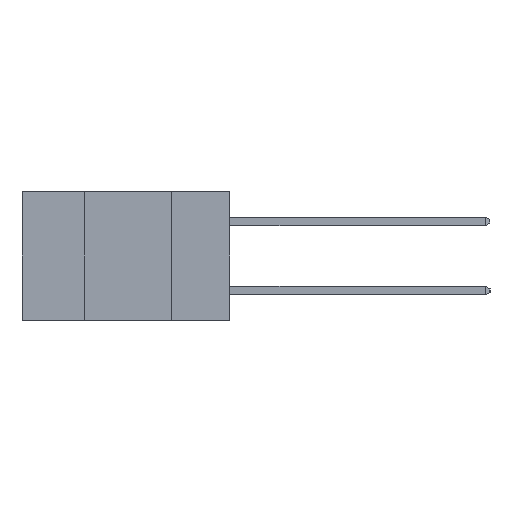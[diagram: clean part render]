
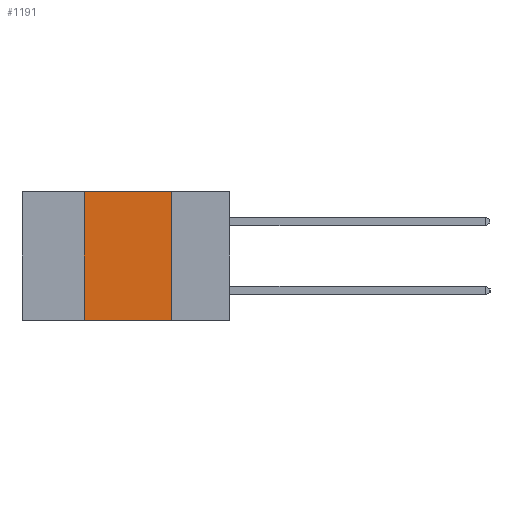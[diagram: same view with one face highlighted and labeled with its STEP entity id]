
A CAD part, left-side view. The second image highlights one B-rep face of the part: STEP entity #1191.
In plain terms, the highlighted planar face has unit normal (-1, 0, 0).
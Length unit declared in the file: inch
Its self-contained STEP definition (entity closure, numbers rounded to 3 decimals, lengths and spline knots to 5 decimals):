
#18 = CARTESIAN_POINT ( 'NONE',  ( 0., 0.42, -0.37 ) ) ;
#1191 = ADVANCED_FACE ( 'NONE', ( #5079 ), #13179, .F. ) ;
#2539 = ORIENTED_EDGE ( 'NONE', *, *, #4389, .F. ) ;
#2927 = CARTESIAN_POINT ( 'NONE',  ( 0., 0.42, -0.37 ) ) ;
#3194 = DIRECTION ( 'NONE',  ( 0., 0., 1. ) ) ;
#4362 = VECTOR ( 'NONE', #17452, 39.37008 ) ;
#4389 = EDGE_CURVE ( 'NONE', #5542, #15639, #9639, .T. ) ;
#4391 = DIRECTION ( 'NONE',  ( 0., 0., -1. ) ) ;
#4699 = VERTEX_POINT ( 'NONE', #14049 ) ;
#4946 = CARTESIAN_POINT ( 'NONE',  ( 0., 0.42, 0. ) ) ;
#5079 = FACE_OUTER_BOUND ( 'NONE', #20015, .T. ) ;
#5542 = VERTEX_POINT ( 'NONE', #4946 ) ;
#5751 = EDGE_CURVE ( 'NONE', #6885, #5542, #16019, .T. ) ;
#6885 = VERTEX_POINT ( 'NONE', #18 ) ;
#7646 = VECTOR ( 'NONE', #8207, 39.37008 ) ;
#8207 = DIRECTION ( 'NONE',  ( 0., -1., 0. ) ) ;
#8216 = CARTESIAN_POINT ( 'NONE',  ( 0., 0.17, -0.37 ) ) ;
#8770 = LINE ( 'NONE', #8216, #23730 ) ;
#9639 = LINE ( 'NONE', #17768, #4362 ) ;
#9708 = EDGE_CURVE ( 'NONE', #6885, #4699, #18063, .T. ) ;
#12065 = CARTESIAN_POINT ( 'NONE',  ( 0., 0.6, -0.37 ) ) ;
#13179 = PLANE ( 'NONE',  #22785 ) ;
#14049 = CARTESIAN_POINT ( 'NONE',  ( 0., 0.17, -0.37 ) ) ;
#15639 = VERTEX_POINT ( 'NONE', #17833 ) ;
#16010 = ORIENTED_EDGE ( 'NONE', *, *, #5751, .F. ) ;
#16019 = LINE ( 'NONE', #2927, #20564 ) ;
#17452 = DIRECTION ( 'NONE',  ( 0., -1., 0. ) ) ;
#17768 = CARTESIAN_POINT ( 'NONE',  ( 0., 0.6, 0. ) ) ;
#17833 = CARTESIAN_POINT ( 'NONE',  ( 0., 0.17, 0. ) ) ;
#18063 = LINE ( 'NONE', #12065, #7646 ) ;
#20015 = EDGE_LOOP ( 'NONE', ( #21779, #2539, #16010, #25187 ) ) ;
#20564 = VECTOR ( 'NONE', #3194, 39.37008 ) ;
#21779 = ORIENTED_EDGE ( 'NONE', *, *, #24545, .F. ) ;
#21992 = CARTESIAN_POINT ( 'NONE',  ( 0., 0.6, 0. ) ) ;
#22785 = AXIS2_PLACEMENT_3D ( 'NONE', #21992, #23773, #24225 ) ;
#23730 = VECTOR ( 'NONE', #4391, 39.37008 ) ;
#23773 = DIRECTION ( 'NONE',  ( 1., 0., 0. ) ) ;
#24225 = DIRECTION ( 'NONE',  ( 0., 0., -1. ) ) ;
#24545 = EDGE_CURVE ( 'NONE', #15639, #4699, #8770, .T. ) ;
#25187 = ORIENTED_EDGE ( 'NONE', *, *, #9708, .T. ) ;
